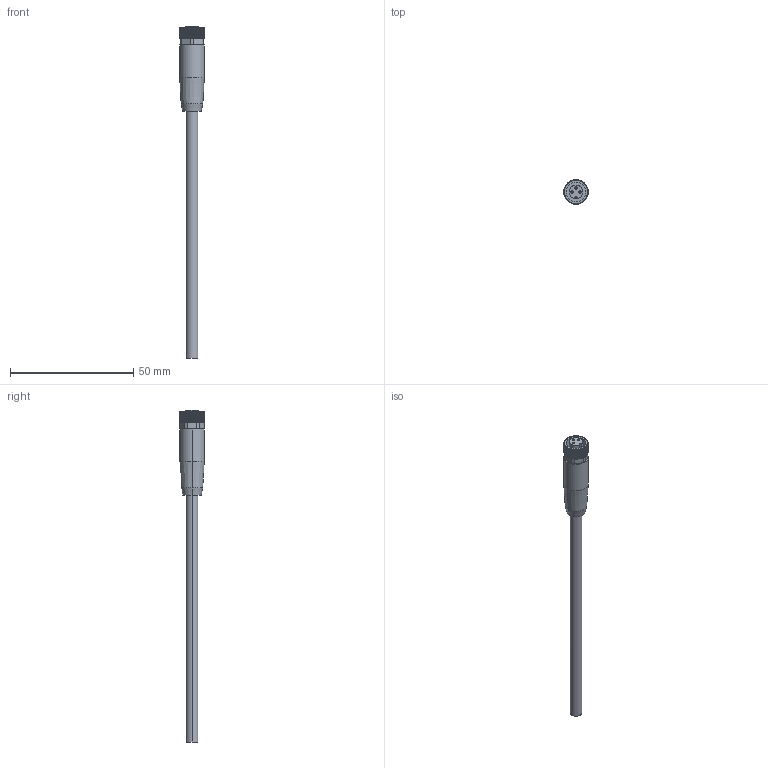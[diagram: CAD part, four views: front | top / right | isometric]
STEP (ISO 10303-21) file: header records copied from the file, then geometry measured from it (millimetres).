
FILE_DESCRIPTION (( 'STEP AP203' ), '1' );
FILE_NAME ('CD08-0C-050-A1-A.step', '2022-10-27T12:58:03', ( '' ), ( '' ), 'SwSTEP 2.0', 'SolidWorks 2021', '' );
FILE_SCHEMA (( 'CONFIG_CONTROL_DESIGN' ));
Length unit declared in the file: inch
Products named in the file (1): CD08-0C-050-A1-A
Bounding box: 10 x 10 x 134.6 mm (x, y, z)
Volume: 4157.9 mm3; surface area: 3249.1 mm2
Topology: 4 solids, 4 shells, 304 faces, 842 edges, 550 vertices
Faces by surface type: plane 222, cylinder 78, cone 4
Entity records: 9735 total; most frequent: CARTESIAN_POINT 1697, ORIENTED_EDGE 1684, DIRECTION 1656, EDGE_CURVE 842, LINE 638, VECTOR 638, VERTEX_POINT 550, AXIS2_PLACEMENT_3D 509
